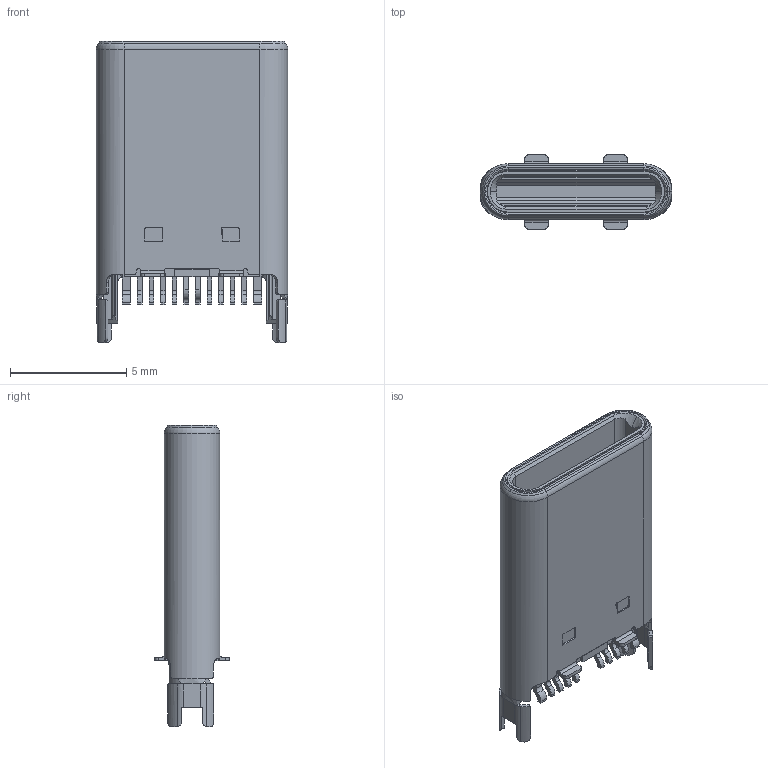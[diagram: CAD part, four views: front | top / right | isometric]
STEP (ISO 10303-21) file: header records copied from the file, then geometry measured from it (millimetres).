
FILE_DESCRIPTION (( 'STEP AP203' ), '1' );
FILE_NAME ('K3D-DX07P022AA6-V1_JAE_Proprietary.STEP', '2019-05-07T08:25:29', ( '' ), ( '' ), 'SwSTEP 2.0', 'SolidWorks 2018', '' );
FILE_SCHEMA (( 'CONFIG_CONTROL_DESIGN' ));
Length unit declared in the file: millimetre
Products named in the file (1): K3D-DX07P022AA6-V1_JAE_Proprietary
Bounding box: 8.25 x 3.2 x 13 mm (x, y, z)
Volume: 142.6 mm3; surface area: 440.3 mm2
Topology: 1 solids, 1 shells, 961 faces, 2658 edges, 1730 vertices
Faces by surface type: plane 572, cylinder 344, bspline 24, cone 15, torus 6
Entity records: 31960 total; most frequent: CARTESIAN_POINT 7205, ORIENTED_EDGE 5316, DIRECTION 5030, EDGE_CURVE 2658, VECTOR 1814, LINE 1814, VERTEX_POINT 1730, AXIS2_PLACEMENT_3D 1608
